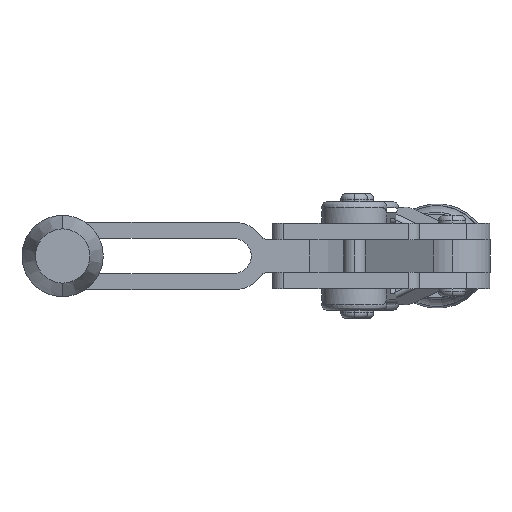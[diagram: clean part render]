
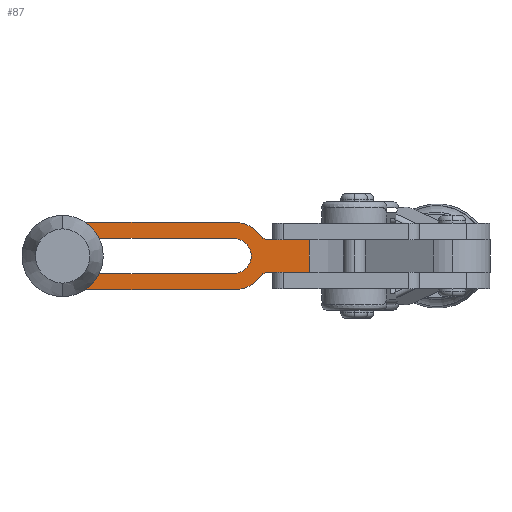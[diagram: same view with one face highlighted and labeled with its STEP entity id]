
A CAD part, front view. The second image highlights one B-rep face of the part: STEP entity #87.
In plain terms, the highlighted face is planar.
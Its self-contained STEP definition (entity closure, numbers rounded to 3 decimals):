
#87 = ADVANCED_FACE ( 'NONE', ( #12715, #12750 ), #22683, .T. ) ;
#753 = EDGE_CURVE ( 'NONE', #8739, #13101, #7911, .T. ) ;
#765 = EDGE_CURVE ( 'NONE', #13338, #18438, #7920, .T. ) ;
#768 = EDGE_CURVE ( 'NONE', #18438, #8612, #7924, .T. ) ;
#771 = EDGE_CURVE ( 'NONE', #8612, #8764, #7926, .T. ) ;
#774 = EDGE_CURVE ( 'NONE', #18468, #18456, #7930, .T. ) ;
#778 = EDGE_CURVE ( 'NONE', #18456, #19492, #7937, .T. ) ;
#780 = EDGE_CURVE ( 'NONE', #13269, #18378, #7943, .T. ) ;
#783 = EDGE_CURVE ( 'NONE', #18378, #18365, #7944, .T. ) ;
#786 = EDGE_CURVE ( 'NONE', #18365, #18370, #7952, .T. ) ;
#789 = EDGE_CURVE ( 'NONE', #18370, #13488, #7957, .T. ) ;
#842 = EDGE_CURVE ( 'NONE', #19492, #8739, #8083, .T. ) ;
#3341 = LINE ( 'NONE', #21449, #3344 ) ;
#3344 = VECTOR ( 'NONE', #21450, 1000. ) ;
#5632 = CARTESIAN_POINT ( 'NONE',  ( 36.588, -3.629, 19. ) ) ;
#5803 = AXIS2_PLACEMENT_3D ( 'NONE', #14707, #14708, #14709 ) ;
#5805 = AXIS2_PLACEMENT_3D ( 'NONE', #14789, #14790, #14791 ) ;
#5807 = AXIS2_PLACEMENT_3D ( 'NONE', #14797, #14798, #14799 ) ;
#5809 = AXIS2_PLACEMENT_3D ( 'NONE', #14806, #14807, #14808 ) ;
#5811 = AXIS2_PLACEMENT_3D ( 'NONE', #14814, #14815, #14816 ) ;
#5813 = AXIS2_PLACEMENT_3D ( 'NONE', #14822, #14823, #14824 ) ;
#5815 = AXIS2_PLACEMENT_3D ( 'NONE', #14837, #14838, #14839 ) ;
#6004 = AXIS2_PLACEMENT_3D ( 'NONE', #12632, #12635, #12638 ) ;
#6007 = AXIS2_PLACEMENT_3D ( 'NONE', #12688, #12690, #12693 ) ;
#7911 = CIRCLE ( 'NONE', #5803, 6.25 ) ;
#7920 = LINE ( 'NONE', #14782, #7923 ) ;
#7923 = VECTOR ( 'NONE', #14783, 1000. ) ;
#7924 = CIRCLE ( 'NONE', #5805, 6.25 ) ;
#7926 = CIRCLE ( 'NONE', #5807, 1.5 ) ;
#7930 = CIRCLE ( 'NONE', #5809, 1.5 ) ;
#7937 = CIRCLE ( 'NONE', #5811, 6.25 ) ;
#7943 = CIRCLE ( 'NONE', #5813, 3.25 ) ;
#7944 = LINE ( 'NONE', #14826, #7949 ) ;
#7949 = VECTOR ( 'NONE', #14813, 1000. ) ;
#7952 = CIRCLE ( 'NONE', #5815, 3.25 ) ;
#7957 = LINE ( 'NONE', #14835, #7959 ) ;
#7959 = VECTOR ( 'NONE', #14834, 1000. ) ;
#8077 = VECTOR ( 'NONE', #15170, 1000. ) ;
#8083 = LINE ( 'NONE', #15169, #8077 ) ;
#8612 = VERTEX_POINT ( 'NONE', #5632 ) ;
#8739 = VERTEX_POINT ( 'NONE', #25390 ) ;
#8764 = VERTEX_POINT ( 'NONE', #25415 ) ;
#8869 = ORIENTED_EDGE ( 'NONE', *, *, #774, .T. ) ;
#8871 = ORIENTED_EDGE ( 'NONE', *, *, #17207, .T. ) ;
#8916 = ORIENTED_EDGE ( 'NONE', *, *, #842, .T. ) ;
#9038 = ORIENTED_EDGE ( 'NONE', *, *, #778, .T. ) ;
#9150 = ORIENTED_EDGE ( 'NONE', *, *, #17165, .T. ) ;
#10219 = LINE ( 'NONE', #21479, #10221 ) ;
#10221 = VECTOR ( 'NONE', #21477, 1000. ) ;
#10275 = LINE ( 'NONE', #12232, #10278 ) ;
#10278 = VECTOR ( 'NONE', #12235, 1000. ) ;
#10322 = CIRCLE ( 'NONE', #6004, 3.25 ) ;
#10330 = CIRCLE ( 'NONE', #6007, 6.25 ) ;
#12042 = ORIENTED_EDGE ( 'NONE', *, *, #789, .F. ) ;
#12043 = ORIENTED_EDGE ( 'NONE', *, *, #786, .F. ) ;
#12044 = ORIENTED_EDGE ( 'NONE', *, *, #783, .F. ) ;
#12045 = ORIENTED_EDGE ( 'NONE', *, *, #780, .F. ) ;
#12046 = ORIENTED_EDGE ( 'NONE', *, *, #17243, .F. ) ;
#12047 = ORIENTED_EDGE ( 'NONE', *, *, #17151, .T. ) ;
#12232 = CARTESIAN_POINT ( 'NONE',  ( 45.463, -20., 19. ) ) ;
#12235 = DIRECTION ( 'NONE',  ( 0., 1., 0. ) ) ;
#12252 = EDGE_LOOP ( 'NONE', ( #12042, #12043, #12044, #12045, #12046 ) ) ;
#12276 = EDGE_LOOP ( 'NONE', ( #12047, #8871, #9150, #8869, #9038, #8916, #19483, #19482, #18521, #18522, #18523 ) ) ;
#12632 = CARTESIAN_POINT ( 'NONE',  ( 0., 0., 19. ) ) ;
#12635 = DIRECTION ( 'NONE',  ( 0., 0., 1. ) ) ;
#12638 = DIRECTION ( 'NONE',  ( 1., 0., 0. ) ) ;
#12688 = CARTESIAN_POINT ( 'NONE',  ( 0., 0., 19. ) ) ;
#12690 = DIRECTION ( 'NONE',  ( 0., 0., 1. ) ) ;
#12693 = DIRECTION ( 'NONE',  ( 1., 0., 0. ) ) ;
#12715 = FACE_BOUND ( 'NONE', #12252, .T. ) ;
#12750 = FACE_OUTER_BOUND ( 'NONE', #12276, .T. ) ;
#13101 = VERTEX_POINT ( 'NONE', #25508 ) ;
#13269 = VERTEX_POINT ( 'NONE', #25600 ) ;
#13338 = VERTEX_POINT ( 'NONE', #25639 ) ;
#13488 = VERTEX_POINT ( 'NONE', #25664 ) ;
#14707 = CARTESIAN_POINT ( 'NONE',  ( 0., 0., 19. ) ) ;
#14708 = DIRECTION ( 'NONE',  ( 0., 0., 1. ) ) ;
#14709 = DIRECTION ( 'NONE',  ( 1., 0., 0. ) ) ;
#14782 = CARTESIAN_POINT ( 'NONE',  ( 0., -6.25, 19. ) ) ;
#14783 = DIRECTION ( 'NONE',  ( 1., 0., 0. ) ) ;
#14789 = CARTESIAN_POINT ( 'NONE',  ( 31.5, 0., 19. ) ) ;
#14790 = DIRECTION ( 'NONE',  ( 0., 0., 1. ) ) ;
#14791 = DIRECTION ( 'NONE',  ( 1., 0., 0. ) ) ;
#14797 = CARTESIAN_POINT ( 'NONE',  ( 37.81, -4.5, 19. ) ) ;
#14798 = DIRECTION ( 'NONE',  ( 0., 0., -1. ) ) ;
#14799 = DIRECTION ( 'NONE',  ( 1., 0., 0. ) ) ;
#14806 = CARTESIAN_POINT ( 'NONE',  ( 37.81, 4.5, 19. ) ) ;
#14807 = DIRECTION ( 'NONE',  ( 0., 0., -1. ) ) ;
#14808 = DIRECTION ( 'NONE',  ( 1., 0., 0. ) ) ;
#14813 = DIRECTION ( 'NONE',  ( 1., 0., 0. ) ) ;
#14814 = CARTESIAN_POINT ( 'NONE',  ( 31.5, 0., 19. ) ) ;
#14815 = DIRECTION ( 'NONE',  ( 0., 0., 1. ) ) ;
#14816 = DIRECTION ( 'NONE',  ( 1., 0., 0. ) ) ;
#14822 = CARTESIAN_POINT ( 'NONE',  ( 0., 0., 19. ) ) ;
#14823 = DIRECTION ( 'NONE',  ( 0., 0., 1. ) ) ;
#14824 = DIRECTION ( 'NONE',  ( 1., 0., 0. ) ) ;
#14826 = CARTESIAN_POINT ( 'NONE',  ( 0., -3.25, 19. ) ) ;
#14834 = DIRECTION ( 'NONE',  ( -1., 0., 0. ) ) ;
#14835 = CARTESIAN_POINT ( 'NONE',  ( 0., 3.25, 19. ) ) ;
#14837 = CARTESIAN_POINT ( 'NONE',  ( 31.5, 0., 19. ) ) ;
#14838 = DIRECTION ( 'NONE',  ( 0., 0., 1. ) ) ;
#14839 = DIRECTION ( 'NONE',  ( 1., 0., 0. ) ) ;
#15169 = CARTESIAN_POINT ( 'NONE',  ( 0., 6.25, 19. ) ) ;
#15170 = DIRECTION ( 'NONE',  ( -1., 0., 0. ) ) ;
#17151 = EDGE_CURVE ( 'NONE', #8764, #18362, #3341, .T. ) ;
#17165 = EDGE_CURVE ( 'NONE', #18445, #18468, #10219, .T. ) ;
#17207 = EDGE_CURVE ( 'NONE', #18362, #18445, #10275, .T. ) ;
#17243 = EDGE_CURVE ( 'NONE', #13488, #13269, #10322, .T. ) ;
#17249 = EDGE_CURVE ( 'NONE', #13101, #13338, #10330, .T. ) ;
#17572 = AXIS2_PLACEMENT_3D ( 'NONE', #22685, #22689, #22690 ) ;
#17699 = CARTESIAN_POINT ( 'NONE',  ( 45.463, -3., 19. ) ) ;
#17702 = CARTESIAN_POINT ( 'NONE',  ( 31.5, -3.25, 19. ) ) ;
#17707 = CARTESIAN_POINT ( 'NONE',  ( 31.5, 3.25, 19. ) ) ;
#17715 = CARTESIAN_POINT ( 'NONE',  ( 0., -3.25, 19. ) ) ;
#17775 = CARTESIAN_POINT ( 'NONE',  ( 31.5, -6.25, 19. ) ) ;
#17782 = CARTESIAN_POINT ( 'NONE',  ( 45.463, 3., 19. ) ) ;
#17793 = CARTESIAN_POINT ( 'NONE',  ( 36.588, 3.629, 19. ) ) ;
#17805 = CARTESIAN_POINT ( 'NONE',  ( 37.81, 3., 19. ) ) ;
#17873 = CARTESIAN_POINT ( 'NONE',  ( 31.5, 6.25, 19. ) ) ;
#18362 = VERTEX_POINT ( 'NONE', #17699 ) ;
#18365 = VERTEX_POINT ( 'NONE', #17702 ) ;
#18370 = VERTEX_POINT ( 'NONE', #17707 ) ;
#18378 = VERTEX_POINT ( 'NONE', #17715 ) ;
#18438 = VERTEX_POINT ( 'NONE', #17775 ) ;
#18445 = VERTEX_POINT ( 'NONE', #17782 ) ;
#18456 = VERTEX_POINT ( 'NONE', #17793 ) ;
#18468 = VERTEX_POINT ( 'NONE', #17805 ) ;
#18521 = ORIENTED_EDGE ( 'NONE', *, *, #765, .T. ) ;
#18522 = ORIENTED_EDGE ( 'NONE', *, *, #768, .T. ) ;
#18523 = ORIENTED_EDGE ( 'NONE', *, *, #771, .T. ) ;
#19482 = ORIENTED_EDGE ( 'NONE', *, *, #17249, .T. ) ;
#19483 = ORIENTED_EDGE ( 'NONE', *, *, #753, .T. ) ;
#19492 = VERTEX_POINT ( 'NONE', #17873 ) ;
#21449 = CARTESIAN_POINT ( 'NONE',  ( 80.3, -3., 19. ) ) ;
#21450 = DIRECTION ( 'NONE',  ( 1., 0., 0. ) ) ;
#21477 = DIRECTION ( 'NONE',  ( -1., 0., 0. ) ) ;
#21479 = CARTESIAN_POINT ( 'NONE',  ( 37.81, 3., 19. ) ) ;
#22683 = PLANE ( 'NONE',  #17572 ) ;
#22685 = CARTESIAN_POINT ( 'NONE',  ( 0., -20., 19. ) ) ;
#22689 = DIRECTION ( 'NONE',  ( 0., 0., 1. ) ) ;
#22690 = DIRECTION ( 'NONE',  ( 1., 0., 0. ) ) ;
#25390 = CARTESIAN_POINT ( 'NONE',  ( 0., 6.25, 19. ) ) ;
#25415 = CARTESIAN_POINT ( 'NONE',  ( 37.81, -3., 19. ) ) ;
#25508 = CARTESIAN_POINT ( 'NONE',  ( -6.25, 0., 19. ) ) ;
#25600 = CARTESIAN_POINT ( 'NONE',  ( -3.25, 0., 19. ) ) ;
#25639 = CARTESIAN_POINT ( 'NONE',  ( 0., -6.25, 19. ) ) ;
#25664 = CARTESIAN_POINT ( 'NONE',  ( 0., 3.25, 19. ) ) ;
